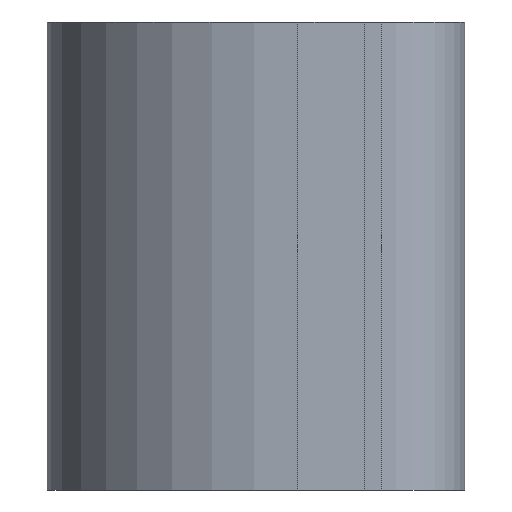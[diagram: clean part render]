
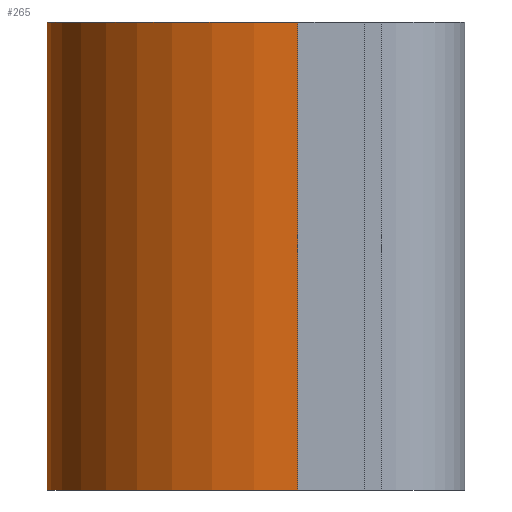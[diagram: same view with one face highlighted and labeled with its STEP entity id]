
A CAD part, left-side view. The second image highlights one B-rep face of the part: STEP entity #265.
In plain terms, the highlighted cylindrical face has radius 7.5 mm (diameter 15 mm), a partial arc.
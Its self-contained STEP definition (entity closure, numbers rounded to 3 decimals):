
#11 = EDGE_CURVE ( 'NONE', #423, #401, #91, .T. ) ;
#26 = CYLINDRICAL_SURFACE ( 'NONE', #510, 7.5 ) ;
#27 = CARTESIAN_POINT ( 'NONE',  ( -14.5, 5., -7. ) ) ;
#37 = EDGE_CURVE ( 'NONE', #423, #434, #580, .T. ) ;
#44 = DIRECTION ( 'NONE',  ( 0., 0., -1. ) ) ;
#52 = VECTOR ( 'NONE', #382, 1000. ) ;
#75 = CARTESIAN_POINT ( 'NONE',  ( -14.5, 5., 7. ) ) ;
#78 = AXIS2_PLACEMENT_3D ( 'NONE', #296, #294, #293 ) ;
#91 = CIRCLE ( 'NONE', #251, 7.5 ) ;
#109 = CARTESIAN_POINT ( 'NONE',  ( -14.5, 5., 7. ) ) ;
#110 = CARTESIAN_POINT ( 'NONE',  ( -29.5, 5., -7. ) ) ;
#116 = CARTESIAN_POINT ( 'NONE',  ( -29.5, 5., 7. ) ) ;
#180 = LINE ( 'NONE', #545, #52 ) ;
#188 = FACE_OUTER_BOUND ( 'NONE', #375, .T. ) ;
#192 = ORIENTED_EDGE ( 'NONE', *, *, #564, .F. ) ;
#211 = ORIENTED_EDGE ( 'NONE', *, *, #37, .T. ) ;
#237 = VECTOR ( 'NONE', #44, 1000. ) ;
#251 = AXIS2_PLACEMENT_3D ( 'NONE', #276, #273, #271 ) ;
#259 = ORIENTED_EDGE ( 'NONE', *, *, #11, .F. ) ;
#265 = ADVANCED_FACE ( 'NONE', ( #188 ), #26, .T. ) ;
#271 = DIRECTION ( 'NONE',  ( 1., 0., 0. ) ) ;
#273 = DIRECTION ( 'NONE',  ( 0., 0., 1. ) ) ;
#276 = CARTESIAN_POINT ( 'NONE',  ( -22., 5., 7. ) ) ;
#293 = DIRECTION ( 'NONE',  ( 1., 0., 0. ) ) ;
#294 = DIRECTION ( 'NONE',  ( 0., 0., 1. ) ) ;
#296 = CARTESIAN_POINT ( 'NONE',  ( -22., 5., -7. ) ) ;
#374 = CIRCLE ( 'NONE', #78, 7.5 ) ;
#375 = EDGE_LOOP ( 'NONE', ( #461, #192, #259, #211 ) ) ;
#382 = DIRECTION ( 'NONE',  ( 0., 0., -1. ) ) ;
#401 = VERTEX_POINT ( 'NONE', #116 ) ;
#423 = VERTEX_POINT ( 'NONE', #109 ) ;
#434 = VERTEX_POINT ( 'NONE', #27 ) ;
#461 = ORIENTED_EDGE ( 'NONE', *, *, #504, .T. ) ;
#494 = DIRECTION ( 'NONE',  ( 0., 0., -1. ) ) ;
#504 = EDGE_CURVE ( 'NONE', #434, #541, #374, .T. ) ;
#510 = AXIS2_PLACEMENT_3D ( 'NONE', #565, #494, #579 ) ;
#541 = VERTEX_POINT ( 'NONE', #110 ) ;
#545 = CARTESIAN_POINT ( 'NONE',  ( -29.5, 5., 7. ) ) ;
#564 = EDGE_CURVE ( 'NONE', #401, #541, #180, .T. ) ;
#565 = CARTESIAN_POINT ( 'NONE',  ( -22., 5., 7. ) ) ;
#579 = DIRECTION ( 'NONE',  ( -1., 0., 0. ) ) ;
#580 = LINE ( 'NONE', #75, #237 ) ;
